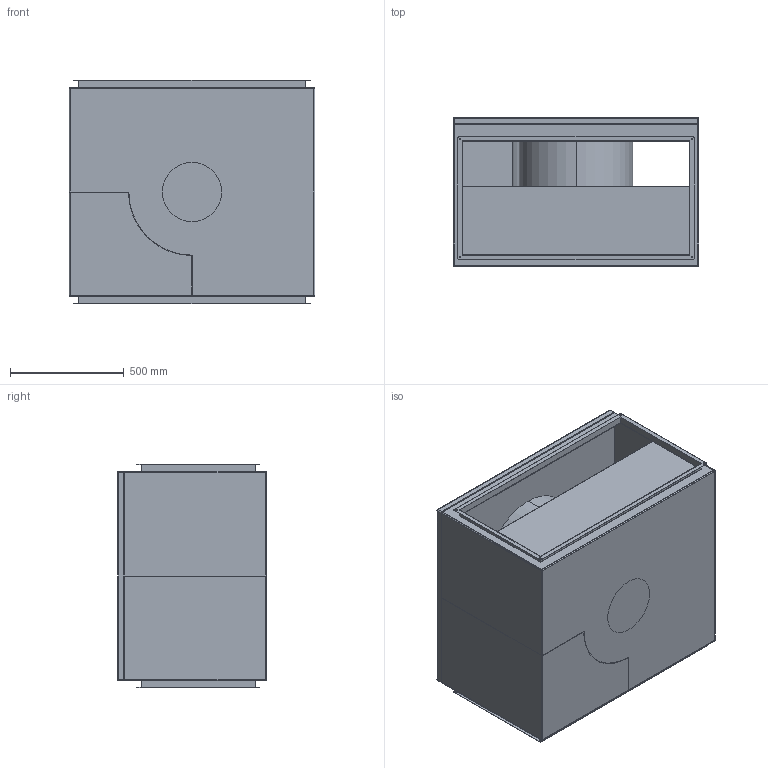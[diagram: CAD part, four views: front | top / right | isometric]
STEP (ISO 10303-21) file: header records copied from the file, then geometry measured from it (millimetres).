
FILE_DESCRIPTION (( 'STEP AP214' ), '1' );
FILE_NAME ('DSK 56-4.step', '2009-07-13T10:45:08', ( 'Wolfgang Schmidt' ), ( 'WS-KO' ), 'SwSTEP 2.0', 'SolidWorks 2008', '' );
FILE_SCHEMA (( 'AUTOMOTIVE_DESIGN' ));
Length unit declared in the file: millimetre
Products named in the file (1): DSK 56-4
Bounding box: 1080 x 655 x 982 mm (x, y, z)
Volume: 108362632.6 mm3; surface area: 11073270.6 mm2
Topology: 4 solids, 4 shells, 140 faces, 340 edges, 202 vertices
Faces by surface type: plane 64, cylinder 56, sphere 12, torus 4, cone 4
Entity records: 4086 total; most frequent: DIRECTION 732, CARTESIAN_POINT 671, ORIENTED_EDGE 656, EDGE_CURVE 328, AXIS2_PLACEMENT_3D 263, LINE 206, VECTOR 206, VERTEX_POINT 202
